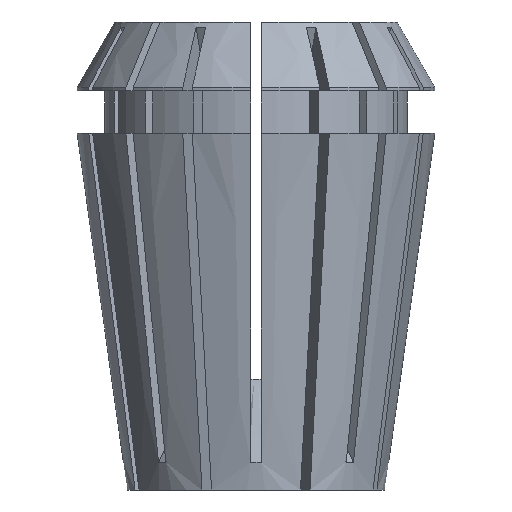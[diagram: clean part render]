
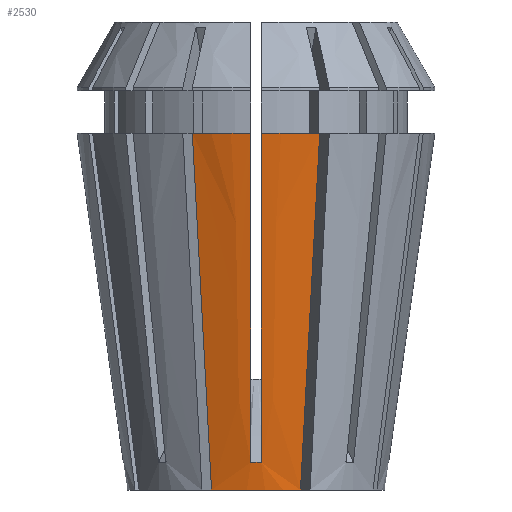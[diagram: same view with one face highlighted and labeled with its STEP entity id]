
A CAD part, left-side view. The second image highlights one B-rep face of the part: STEP entity #2530.
In plain terms, the highlighted conical face has half-angle 8 degrees and reference radius 9.36 mm.
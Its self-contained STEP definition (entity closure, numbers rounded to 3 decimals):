
#122 = EDGE_CURVE ( 'NONE', #3964, #5344, #4697, .T. ) ;
#225 = CARTESIAN_POINT ( 'NONE',  ( -12.739, -0.375, 24.083 ) ) ;
#231 = CARTESIAN_POINT ( 'NONE',  ( -9.213, 3.41, 3.298 ) ) ;
#269 = VERTEX_POINT ( 'NONE', #363 ) ;
#279 = CARTESIAN_POINT ( 'NONE',  ( -10.626, 0.375, 9.054 ) ) ;
#292 = DIRECTION ( 'NONE',  ( -1., 0., 0. ) ) ;
#363 = CARTESIAN_POINT ( 'NONE',  ( -9.635, -0.375, 2.009 ) ) ;
#434 = CARTESIAN_POINT ( 'NONE',  ( -9.635, 0.375, 2.009 ) ) ;
#590 = ORIENTED_EDGE ( 'NONE', *, *, #2869, .T. ) ;
#652 = VERTEX_POINT ( 'NONE', #4646 ) ;
#712 = CARTESIAN_POINT ( 'NONE',  ( -9.699, -0.375, 2.458 ) ) ;
#873 = CARTESIAN_POINT ( 'NONE',  ( -9.643, -0.125, 1.997 ) ) ;
#1033 = CARTESIAN_POINT ( 'NONE',  ( -11.171, 4.221, 18.366 ) ) ;
#1053 = CARTESIAN_POINT ( 'NONE',  ( -12.149, 4.626, 25.9 ) ) ;
#1073 = CARTESIAN_POINT ( 'NONE',  ( -9.635, 0.375, 2.009 ) ) ;
#1091 = CARTESIAN_POINT ( 'NONE',  ( -9.699, 0.375, 2.458 ) ) ;
#1288 = CARTESIAN_POINT ( 'NONE',  ( -10.192, -3.816, 10.832 ) ) ;
#1364 = CARTESIAN_POINT ( 'NONE',  ( -9.635, 0.375, 2.009 ) ) ;
#1366 = AXIS2_PLACEMENT_3D ( 'NONE', #2021, #4564, #4964 ) ;
#1412 = CARTESIAN_POINT ( 'NONE',  ( -8.784, 3.233, 0. ) ) ;
#1423 = AXIS2_PLACEMENT_3D ( 'NONE', #1553, #4862, #292 ) ;
#1460 = EDGE_LOOP ( 'NONE', ( #590, #3084, #3491, #4979, #4849, #4077, #5054, #3754 ) ) ;
#1463 = CARTESIAN_POINT ( 'NONE',  ( -12.229, -0.375, 20.45 ) ) ;
#1466 = CARTESIAN_POINT ( 'NONE',  ( -8.927, 3.292, 1.099 ) ) ;
#1479 = DIRECTION ( 'NONE',  ( -1., 0., 0. ) ) ;
#1485 = B_SPLINE_CURVE_WITH_KNOTS ( 'NONE', 3,
 ( #1698, #3792, #1288, #1745, #2972, #3774, #3394 ),
 .UNSPECIFIED., .F., .F.,
 ( 4, 3, 4 ),
 ( 0., 0.023, 0.026 ),
 .UNSPECIFIED. ) ;
#1503 = DIRECTION ( 'NONE',  ( 0., 0., -1. ) ) ;
#1513 = B_SPLINE_CURVE_WITH_KNOTS ( 'NONE', 3,
 ( #434, #2927, #873, #1715 ),
 .UNSPECIFIED., .F., .F.,
 ( 4, 4 ),
 ( 0., 0.001 ),
 .UNSPECIFIED. ) ;
#1528 = DIRECTION ( 'NONE',  ( 1., 0., 0. ) ) ;
#1550 = CARTESIAN_POINT ( 'NONE',  ( -9.825, -0.375, 3.357 ) ) ;
#1553 = CARTESIAN_POINT ( 'NONE',  ( 0., 0., 0. ) ) ;
#1604 = CARTESIAN_POINT ( 'NONE',  ( -12.995, 0.375, 25.9 ) ) ;
#1655 = EDGE_CURVE ( 'NONE', #4821, #269, #3522, .T. ) ;
#1698 = CARTESIAN_POINT ( 'NONE',  ( -12.149, -4.626, 25.9 ) ) ;
#1715 = CARTESIAN_POINT ( 'NONE',  ( -9.635, -0.375, 2.009 ) ) ;
#1745 = CARTESIAN_POINT ( 'NONE',  ( -9.213, -3.41, 3.298 ) ) ;
#1870 = VERTEX_POINT ( 'NONE', #1604 ) ;
#1890 = CARTESIAN_POINT ( 'NONE',  ( -10.626, -0.375, 9.054 ) ) ;
#1920 = CARTESIAN_POINT ( 'NONE',  ( -9.762, 0.375, 2.907 ) ) ;
#1932 = CARTESIAN_POINT ( 'NONE',  ( -12.995, -0.375, 25.9 ) ) ;
#1948 = CARTESIAN_POINT ( 'NONE',  ( -9.762, -0.375, 2.907 ) ) ;
#2021 = CARTESIAN_POINT ( 'NONE',  ( 0., 0., 25.9 ) ) ;
#2283 = CARTESIAN_POINT ( 'NONE',  ( -10.192, 3.816, 10.832 ) ) ;
#2286 = CARTESIAN_POINT ( 'NONE',  ( -11.427, 0.375, 14.752 ) ) ;
#2315 = CARTESIAN_POINT ( 'NONE',  ( -9.635, -0.375, 2.009 ) ) ;
#2372 = DIRECTION ( 'NONE',  ( 0., 0., 1. ) ) ;
#2378 = EDGE_CURVE ( 'NONE', #4922, #4821, #2562, .T. ) ;
#2427 = CIRCLE ( 'NONE', #5194, 13. ) ;
#2530 = ADVANCED_FACE ( 'NONE', ( #3531 ), #4245, .T. ) ;
#2562 = CIRCLE ( 'NONE', #1366, 13. ) ;
#2693 = CARTESIAN_POINT ( 'NONE',  ( -9.825, 0.375, 3.357 ) ) ;
#2741 = CARTESIAN_POINT ( 'NONE',  ( -12.229, 0.375, 20.45 ) ) ;
#2869 = EDGE_CURVE ( 'NONE', #1870, #652, #2427, .T. ) ;
#2927 = CARTESIAN_POINT ( 'NONE',  ( -9.643, 0.125, 1.997 ) ) ;
#2972 = CARTESIAN_POINT ( 'NONE',  ( -9.07, -3.351, 2.199 ) ) ;
#3084 = ORIENTED_EDGE ( 'NONE', *, *, #3838, .T. ) ;
#3104 = CARTESIAN_POINT ( 'NONE',  ( -8.784, -3.233, 0. ) ) ;
#3109 = CARTESIAN_POINT ( 'NONE',  ( 0., 0., 25.9 ) ) ;
#3134 = CARTESIAN_POINT ( 'NONE',  ( -12.995, 0.375, 25.9 ) ) ;
#3340 = EDGE_CURVE ( 'NONE', #4629, #269, #1513, .T. ) ;
#3394 = CARTESIAN_POINT ( 'NONE',  ( -8.784, -3.233, 0. ) ) ;
#3491 = ORIENTED_EDGE ( 'NONE', *, *, #122, .F. ) ;
#3509 = CARTESIAN_POINT ( 'NONE',  ( -12.995, -0.375, 25.9 ) ) ;
#3522 = B_SPLINE_CURVE_WITH_KNOTS ( 'NONE', 3,
 ( #3509, #225, #3923, #1463, #4353, #1890, #1550, #1948, #712, #2315 ),
 .UNSPECIFIED., .F., .F.,
 ( 4, 3, 3, 4 ),
 ( 0.049, 0.054, 0.072, 0.073 ),
 .UNSPECIFIED. ) ;
#3531 = FACE_OUTER_BOUND ( 'NONE', #1460, .T. ) ;
#3754 = ORIENTED_EDGE ( 'NONE', *, *, #4189, .F. ) ;
#3772 = EDGE_CURVE ( 'NONE', #4922, #3964, #1485, .T. ) ;
#3774 = CARTESIAN_POINT ( 'NONE',  ( -8.927, -3.292, 1.099 ) ) ;
#3792 = CARTESIAN_POINT ( 'NONE',  ( -11.171, -4.221, 18.366 ) ) ;
#3838 = EDGE_CURVE ( 'NONE', #652, #5344, #3972, .T. ) ;
#3917 = CARTESIAN_POINT ( 'NONE',  ( -12.484, 0.375, 22.267 ) ) ;
#3923 = CARTESIAN_POINT ( 'NONE',  ( -12.484, -0.375, 22.267 ) ) ;
#3964 = VERTEX_POINT ( 'NONE', #3104 ) ;
#3972 = B_SPLINE_CURVE_WITH_KNOTS ( 'NONE', 3,
 ( #1053, #1033, #2283, #231, #5135, #1466, #1412 ),
 .UNSPECIFIED., .F., .F.,
 ( 4, 3, 4 ),
 ( 0., 0.023, 0.026 ),
 .UNSPECIFIED. ) ;
#3985 = CARTESIAN_POINT ( 'NONE',  ( 0., 0., 0. ) ) ;
#4077 = ORIENTED_EDGE ( 'NONE', *, *, #1655, .T. ) ;
#4189 = EDGE_CURVE ( 'NONE', #1870, #4629, #4365, .T. ) ;
#4245 = CONICAL_SURFACE ( 'NONE', #4873, 9.36, 0.14 ) ;
#4353 = CARTESIAN_POINT ( 'NONE',  ( -11.427, -0.375, 14.752 ) ) ;
#4365 = B_SPLINE_CURVE_WITH_KNOTS ( 'NONE', 3,
 ( #3134, #4734, #3917, #2741, #2286, #279, #2693, #1920, #1091, #1073 ),
 .UNSPECIFIED., .F., .F.,
 ( 4, 3, 3, 4 ),
 ( 0.049, 0.054, 0.072, 0.073 ),
 .UNSPECIFIED. ) ;
#4564 = DIRECTION ( 'NONE',  ( 0., 0., -1. ) ) ;
#4629 = VERTEX_POINT ( 'NONE', #1364 ) ;
#4646 = CARTESIAN_POINT ( 'NONE',  ( -12.149, 4.626, 25.9 ) ) ;
#4697 = CIRCLE ( 'NONE', #1423, 9.36 ) ;
#4734 = CARTESIAN_POINT ( 'NONE',  ( -12.739, 0.375, 24.083 ) ) ;
#4821 = VERTEX_POINT ( 'NONE', #1932 ) ;
#4849 = ORIENTED_EDGE ( 'NONE', *, *, #2378, .T. ) ;
#4862 = DIRECTION ( 'NONE',  ( 0., 0., -1. ) ) ;
#4873 = AXIS2_PLACEMENT_3D ( 'NONE', #3985, #2372, #1528 ) ;
#4922 = VERTEX_POINT ( 'NONE', #5276 ) ;
#4964 = DIRECTION ( 'NONE',  ( -1., 0., 0. ) ) ;
#4979 = ORIENTED_EDGE ( 'NONE', *, *, #3772, .F. ) ;
#5054 = ORIENTED_EDGE ( 'NONE', *, *, #3340, .F. ) ;
#5135 = CARTESIAN_POINT ( 'NONE',  ( -9.07, 3.351, 2.199 ) ) ;
#5194 = AXIS2_PLACEMENT_3D ( 'NONE', #3109, #1503, #1479 ) ;
#5276 = CARTESIAN_POINT ( 'NONE',  ( -12.149, -4.626, 25.9 ) ) ;
#5316 = CARTESIAN_POINT ( 'NONE',  ( -8.784, 3.233, 0. ) ) ;
#5344 = VERTEX_POINT ( 'NONE', #5316 ) ;
